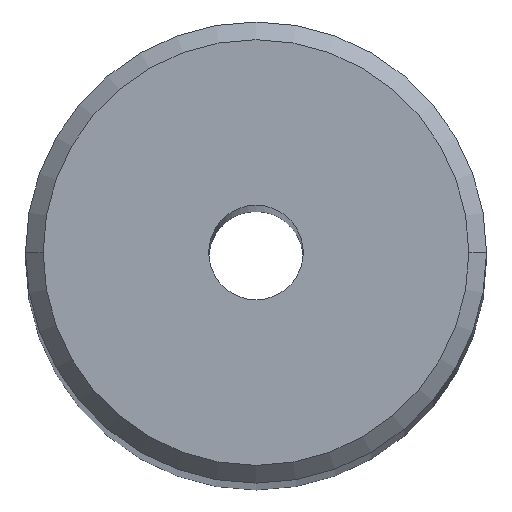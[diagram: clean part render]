
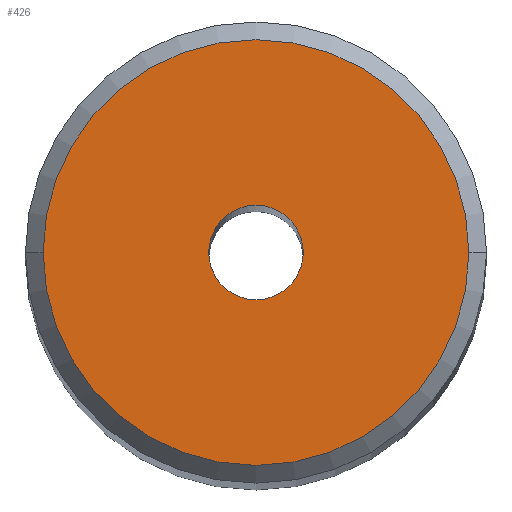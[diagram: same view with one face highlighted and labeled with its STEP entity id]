
A CAD part, top view. The second image highlights one B-rep face of the part: STEP entity #426.
In plain terms, the highlighted planar face has unit normal (0, 0, 1).
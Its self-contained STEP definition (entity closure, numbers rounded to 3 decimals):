
#380=VERTEX_POINT('NONE',#1086);
#400=EDGE_CURVE('NONE',#380,#678,#1108,.T.);
#426=ADVANCED_FACE('NONE',(#1137,#1138),#1139,.T.);
#452=VERTEX_POINT('NONE',#1168);
#662=EDGE_CURVE('NONE',#452,#886,#1401,.T.);
#678=VERTEX_POINT('NONE',#1419);
#792=EDGE_CURVE('NONE',#678,#380,#1547,.T.);
#870=EDGE_CURVE('NONE',#886,#452,#1632,.T.);
#886=VERTEX_POINT('NONE',#1649);
#1086=CARTESIAN_POINT('',(-18.0,0.0,335.0));
#1108=CIRCLE('',#1892,18.0);
#1137=FACE_OUTER_BOUND('',#1937,.T.);
#1138=FACE_BOUND('',#1938,.T.);
#1139=PLANE('',#1939);
#1168=CARTESIAN_POINT('',(-4.,0.0,335.0));
#1401=CIRCLE('',#2359,4.);
#1419=CARTESIAN_POINT('',(18.0,0.,335.0));
#1547=CIRCLE('',#2561,18.0);
#1632=CIRCLE('',#2689,4.);
#1649=CARTESIAN_POINT('',(4.,0.,335.0));
#1892=AXIS2_PLACEMENT_3D('',#3132,#3133,#3134);
#1937=EDGE_LOOP('',(#3162,#3163));
#1938=EDGE_LOOP('',(#3164,#3165));
#1939=AXIS2_PLACEMENT_3D('',#3166,#3167,#3168);
#2359=AXIS2_PLACEMENT_3D('',#3481,#3482,#3483);
#2561=AXIS2_PLACEMENT_3D('',#3673,#3674,#3675);
#2689=AXIS2_PLACEMENT_3D('',#3773,#3774,#3775);
#3132=CARTESIAN_POINT('',(0.0,0.0,335.0));
#3133=DIRECTION('',(0.0,0.0,1.0));
#3134=DIRECTION('',(1.0,0.0,0.0));
#3162=ORIENTED_EDGE('',*,*,#400,.T.);
#3163=ORIENTED_EDGE('',*,*,#792,.T.);
#3164=ORIENTED_EDGE('',*,*,#662,.F.);
#3165=ORIENTED_EDGE('',*,*,#870,.F.);
#3166=CARTESIAN_POINT('',(0.0,0.,335.0));
#3167=DIRECTION('',(0.0,0.0,1.0));
#3168=DIRECTION('',(1.0,0.0,0.0));
#3481=CARTESIAN_POINT('',(0.0,0.0,335.0));
#3482=DIRECTION('',(0.0,0.0,1.0));
#3483=DIRECTION('',(1.0,0.0,0.0));
#3673=CARTESIAN_POINT('',(0.0,0.0,335.0));
#3674=DIRECTION('',(0.0,0.0,1.0));
#3675=DIRECTION('',(1.0,0.0,0.0));
#3773=CARTESIAN_POINT('',(0.0,0.0,335.0));
#3774=DIRECTION('',(0.0,0.0,1.0));
#3775=DIRECTION('',(1.0,0.0,0.0));
